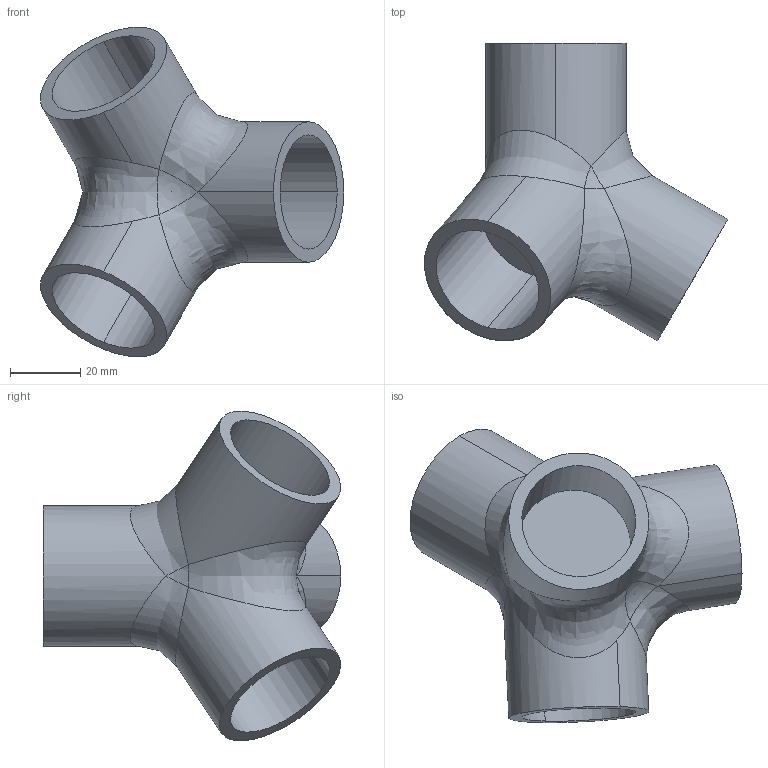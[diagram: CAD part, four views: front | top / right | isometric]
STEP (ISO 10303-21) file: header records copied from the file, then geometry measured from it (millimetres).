
FILE_DESCRIPTION (( 'STEP AP203' ), '1' );
FILE_NAME ('TriPod_ID32.5mm.STEP', '2021-08-25T22:56:55', ( '' ), ( '' ), 'SwSTEP 2.0', 'SolidWorks 2019', '' );
FILE_SCHEMA (( 'CONFIG_CONTROL_DESIGN' ));
Length unit declared in the file: millimetre
Products named in the file (1): TriPod_ID32.5mm
Bounding box: 86.48 x 84.82 x 93.92 mm (x, y, z)
Volume: 90122.3 mm3; surface area: 33617.2 mm2
Topology: 1 solids, 1 shells, 34 faces, 73 edges, 44 vertices
Faces by surface type: cylinder 16, plane 8, bspline 6, sphere 4
Entity records: 1530 total; most frequent: CARTESIAN_POINT 776, DIRECTION 146, ORIENTED_EDGE 142, EDGE_CURVE 71, AXIS2_PLACEMENT_3D 65, VERTEX_POINT 43, EDGE_LOOP 38, CIRCLE 36
